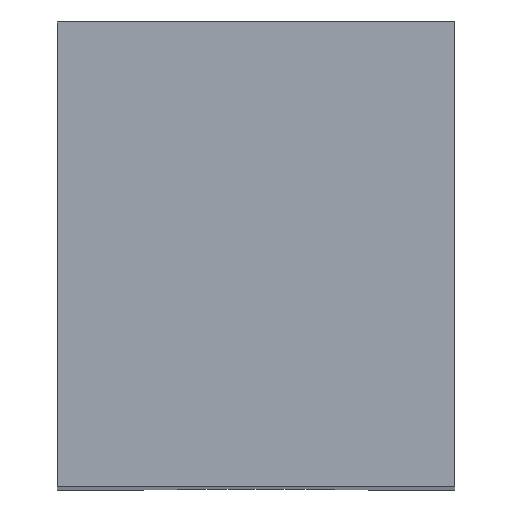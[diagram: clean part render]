
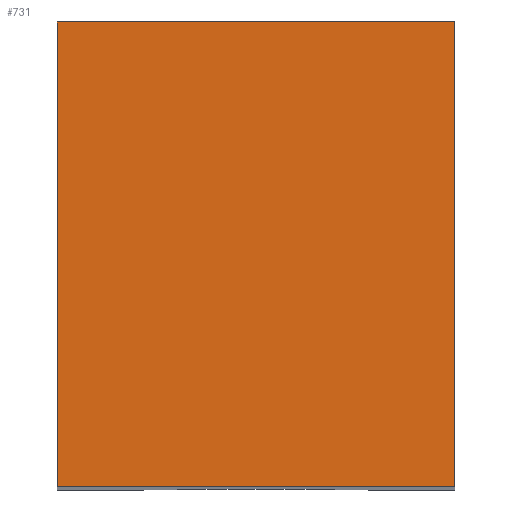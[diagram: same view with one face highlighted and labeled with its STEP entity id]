
A CAD part, top view. The second image highlights one B-rep face of the part: STEP entity #731.
In plain terms, the highlighted planar face has unit normal (0, 0, 1).
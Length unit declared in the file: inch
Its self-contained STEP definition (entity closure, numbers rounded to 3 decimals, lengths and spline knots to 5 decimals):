
#71=DIRECTION('',(0.,-1.,0.));
#72=VECTOR('',#71,0.551);
#73=CARTESIAN_POINT('',(-0.236,0.551,2.598));
#74=LINE('',#73,#72);
#214=DIRECTION('',(0.,-1.,0.));
#215=VECTOR('',#214,0.551);
#216=CARTESIAN_POINT('',(0.236,0.551,2.598));
#217=LINE('',#216,#215);
#284=DIRECTION('',(1.,0.,0.));
#285=VECTOR('',#284,0.472);
#286=CARTESIAN_POINT('',(-0.236,0.,2.598));
#287=LINE('',#286,#285);
#320=DIRECTION('',(1.,0.,0.));
#321=VECTOR('',#320,0.472);
#322=CARTESIAN_POINT('',(-0.236,0.551,2.598));
#323=LINE('',#322,#321);
#426=CARTESIAN_POINT('',(-0.236,0.551,2.598));
#428=VERTEX_POINT('',#426);
#429=CARTESIAN_POINT('',(-0.236,0.,2.598));
#430=VERTEX_POINT('',#429);
#432=CARTESIAN_POINT('',(0.236,0.551,2.598));
#434=VERTEX_POINT('',#432);
#435=CARTESIAN_POINT('',(0.236,0.,2.598));
#436=VERTEX_POINT('',#435);
#719=CARTESIAN_POINT('',(-0.236,0.551,2.598));
#720=DIRECTION('',(0.,0.,1.));
#721=DIRECTION('',(0.,-1.,0.));
#722=AXIS2_PLACEMENT_3D('',#719,#720,#721);
#723=PLANE('',#722);
#724=ORIENTED_EDGE('',*,*,#508,.F.);
#726=ORIENTED_EDGE('',*,*,#725,.T.);
#727=ORIENTED_EDGE('',*,*,#618,.T.);
#728=ORIENTED_EDGE('',*,*,#705,.F.);
#729=EDGE_LOOP('',(#724,#726,#727,#728));
#730=FACE_OUTER_BOUND('',#729,.F.);
#508=EDGE_CURVE('',#428,#430,#74,.T.);
#618=EDGE_CURVE('',#434,#436,#217,.T.);
#705=EDGE_CURVE('',#430,#436,#287,.T.);
#725=EDGE_CURVE('',#428,#434,#323,.T.);
#731=ADVANCED_FACE('',(#730),#723,.T.);
